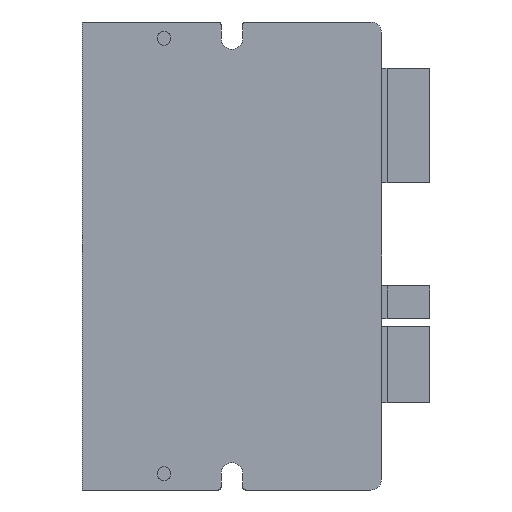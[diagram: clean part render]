
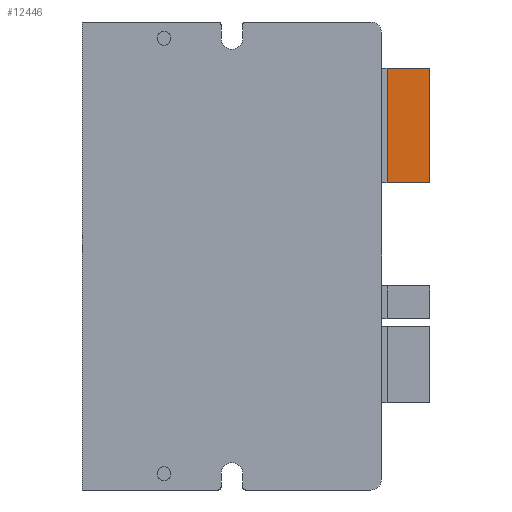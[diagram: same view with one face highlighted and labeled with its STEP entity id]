
A CAD part, front view. The second image highlights one B-rep face of the part: STEP entity #12446.
In plain terms, the highlighted planar face has unit normal (0, -1, 0).
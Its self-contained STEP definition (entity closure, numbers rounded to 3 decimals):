
#489 = LINE ( 'NONE', #27299, #18297 ) ;
#1946 = CARTESIAN_POINT ( 'NONE',  ( 36.35, 4.4, 13.5 ) ) ;
#3441 = ORIENTED_EDGE ( 'NONE', *, *, #20263, .F. ) ;
#4709 = VECTOR ( 'NONE', #20093, 1000. ) ;
#5315 = DIRECTION ( 'NONE',  ( 1., 0., 0. ) ) ;
#5566 = VERTEX_POINT ( 'NONE', #22555 ) ;
#7135 = ORIENTED_EDGE ( 'NONE', *, *, #9221, .F. ) ;
#7478 = CARTESIAN_POINT ( 'NONE',  ( 20.75, 4.4, 34.5 ) ) ;
#8028 = VERTEX_POINT ( 'NONE', #18345 ) ;
#9221 = EDGE_CURVE ( 'NONE', #13512, #12743, #22025, .T. ) ;
#10530 = VECTOR ( 'NONE', #15294, 1000. ) ;
#12446 = ADVANCED_FACE ( 'NONE', ( #21774 ), #24335, .T. ) ;
#12743 = VERTEX_POINT ( 'NONE', #1946 ) ;
#13148 = VECTOR ( 'NONE', #13787, 1000. ) ;
#13512 = VERTEX_POINT ( 'NONE', #14089 ) ;
#13787 = DIRECTION ( 'NONE',  ( 1., 0., 0. ) ) ;
#14089 = CARTESIAN_POINT ( 'NONE',  ( 36.35, 4.4, 34.5 ) ) ;
#14966 = CARTESIAN_POINT ( 'NONE',  ( 28.5, 4.4, 34.5 ) ) ;
#15294 = DIRECTION ( 'NONE',  ( 0., 0., -1. ) ) ;
#15448 = ORIENTED_EDGE ( 'NONE', *, *, #18934, .T. ) ;
#16623 = AXIS2_PLACEMENT_3D ( 'NONE', #7478, #29136, #21477 ) ;
#18297 = VECTOR ( 'NONE', #5315, 1000. ) ;
#18345 = CARTESIAN_POINT ( 'NONE',  ( 28.5, 4.4, 34.5 ) ) ;
#18760 = CARTESIAN_POINT ( 'NONE',  ( 20.75, 4.4, 13.5 ) ) ;
#18934 = EDGE_CURVE ( 'NONE', #5566, #12743, #28681, .T. ) ;
#20093 = DIRECTION ( 'NONE',  ( 0., 0., -1. ) ) ;
#20263 = EDGE_CURVE ( 'NONE', #8028, #13512, #489, .T. ) ;
#21477 = DIRECTION ( 'NONE',  ( -1., 0., 0. ) ) ;
#21559 = CARTESIAN_POINT ( 'NONE',  ( 36.35, 4.4, 34.5 ) ) ;
#21774 = FACE_OUTER_BOUND ( 'NONE', #30750, .T. ) ;
#22025 = LINE ( 'NONE', #21559, #4709 ) ;
#22354 = LINE ( 'NONE', #14966, #10530 ) ;
#22555 = CARTESIAN_POINT ( 'NONE',  ( 28.5, 4.4, 13.5 ) ) ;
#23185 = ORIENTED_EDGE ( 'NONE', *, *, #26720, .T. ) ;
#24335 = PLANE ( 'NONE',  #16623 ) ;
#26720 = EDGE_CURVE ( 'NONE', #8028, #5566, #22354, .T. ) ;
#27299 = CARTESIAN_POINT ( 'NONE',  ( 20.75, 4.4, 34.5 ) ) ;
#28681 = LINE ( 'NONE', #18760, #13148 ) ;
#29136 = DIRECTION ( 'NONE',  ( 0., -1., 0. ) ) ;
#30750 = EDGE_LOOP ( 'NONE', ( #3441, #23185, #15448, #7135 ) ) ;
